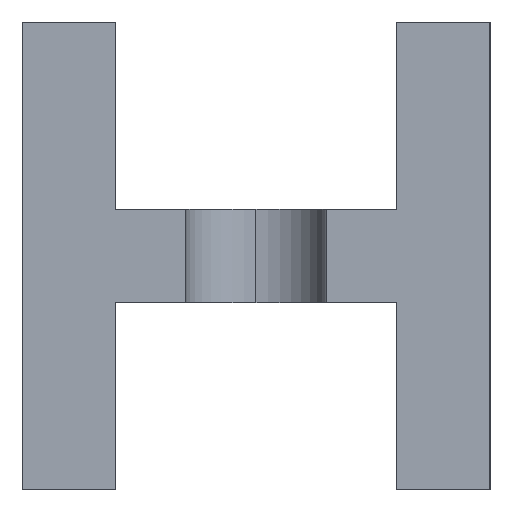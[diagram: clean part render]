
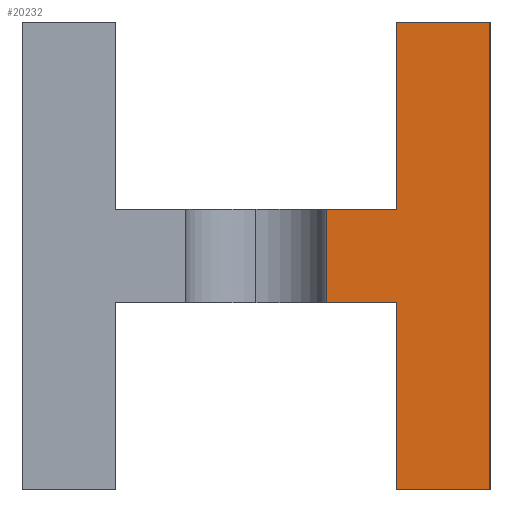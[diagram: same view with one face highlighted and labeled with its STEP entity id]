
A CAD part, left-side view. The second image highlights one B-rep face of the part: STEP entity #20232.
In plain terms, the highlighted planar face has unit normal (-1, 0, 0).
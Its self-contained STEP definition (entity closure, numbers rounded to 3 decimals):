
#186 = ORIENTED_EDGE ( 'NONE', *, *, #16020, .F. ) ;
#575 = CARTESIAN_POINT ( 'NONE',  ( 0., 2., 6. ) ) ;
#1308 = VECTOR ( 'NONE', #14309, 1000. ) ;
#1759 = DIRECTION ( 'NONE',  ( 0., 0., 1. ) ) ;
#1960 = CARTESIAN_POINT ( 'NONE',  ( 0., 3.5, 4. ) ) ;
#2869 = EDGE_CURVE ( 'NONE', #18486, #3195, #11501, .T. ) ;
#2941 = VERTEX_POINT ( 'NONE', #14719 ) ;
#2961 = ORIENTED_EDGE ( 'NONE', *, *, #6213, .F. ) ;
#3195 = VERTEX_POINT ( 'NONE', #9575 ) ;
#4007 = VECTOR ( 'NONE', #11865, 1000. ) ;
#4647 = DIRECTION ( 'NONE',  ( 0., -1., 0. ) ) ;
#4968 = CARTESIAN_POINT ( 'NONE',  ( 0., 2., 6. ) ) ;
#5304 = DIRECTION ( 'NONE',  ( 0., 1., 0. ) ) ;
#5605 = CARTESIAN_POINT ( 'NONE',  ( 0., 8., 4. ) ) ;
#5629 = VECTOR ( 'NONE', #18518, 1000. ) ;
#5638 = EDGE_LOOP ( 'NONE', ( #2961, #7107, #20516, #19916, #15090, #10224, #14498, #186 ) ) ;
#5853 = VECTOR ( 'NONE', #13417, 1000. ) ;
#6182 = LINE ( 'NONE', #20449, #5629 ) ;
#6213 = EDGE_CURVE ( 'NONE', #19987, #2941, #14139, .T. ) ;
#7107 = ORIENTED_EDGE ( 'NONE', *, *, #10138, .F. ) ;
#7436 = CARTESIAN_POINT ( 'NONE',  ( 0., 2., 10. ) ) ;
#7496 = VERTEX_POINT ( 'NONE', #575 ) ;
#9354 = VECTOR ( 'NONE', #5304, 1000. ) ;
#9504 = VERTEX_POINT ( 'NONE', #13225 ) ;
#9575 = CARTESIAN_POINT ( 'NONE',  ( 0., 0., 10. ) ) ;
#9671 = DIRECTION ( 'NONE',  ( -1., 0., 0. ) ) ;
#10138 = EDGE_CURVE ( 'NONE', #9504, #19987, #19054, .T. ) ;
#10224 = ORIENTED_EDGE ( 'NONE', *, *, #2869, .F. ) ;
#10426 = VECTOR ( 'NONE', #4647, 1000. ) ;
#10547 = EDGE_CURVE ( 'NONE', #22294, #9504, #6182, .T. ) ;
#11501 = LINE ( 'NONE', #17201, #20653 ) ;
#11539 = EDGE_CURVE ( 'NONE', #7496, #18486, #14350, .T. ) ;
#11865 = DIRECTION ( 'NONE',  ( 0., 1., 0. ) ) ;
#12160 = CARTESIAN_POINT ( 'NONE',  ( 0., 2., 0. ) ) ;
#12427 = CARTESIAN_POINT ( 'NONE',  ( 0., 3.5, 4. ) ) ;
#12431 = AXIS2_PLACEMENT_3D ( 'NONE', #20607, #9671, #22449 ) ;
#13225 = CARTESIAN_POINT ( 'NONE',  ( 0., 2., 4. ) ) ;
#13241 = PLANE ( 'NONE',  #12431 ) ;
#13417 = DIRECTION ( 'NONE',  ( 0., 0., 1. ) ) ;
#13448 = CARTESIAN_POINT ( 'NONE',  ( 0., 2., 10. ) ) ;
#13563 = LINE ( 'NONE', #12160, #4007 ) ;
#13855 = EDGE_CURVE ( 'NONE', #3195, #15493, #15667, .T. ) ;
#14139 = LINE ( 'NONE', #1960, #18442 ) ;
#14309 = DIRECTION ( 'NONE',  ( 0., 0., -1. ) ) ;
#14350 = LINE ( 'NONE', #13448, #5853 ) ;
#14498 = ORIENTED_EDGE ( 'NONE', *, *, #11539, .F. ) ;
#14553 = CARTESIAN_POINT ( 'NONE',  ( 0., 0., 0. ) ) ;
#14719 = CARTESIAN_POINT ( 'NONE',  ( 0., 3.5, 6. ) ) ;
#15090 = ORIENTED_EDGE ( 'NONE', *, *, #13855, .F. ) ;
#15335 = FACE_OUTER_BOUND ( 'NONE', #5638, .T. ) ;
#15493 = VERTEX_POINT ( 'NONE', #19363 ) ;
#15667 = LINE ( 'NONE', #14553, #1308 ) ;
#15733 = EDGE_CURVE ( 'NONE', #15493, #22294, #13563, .T. ) ;
#16020 = EDGE_CURVE ( 'NONE', #2941, #7496, #16432, .T. ) ;
#16221 = CARTESIAN_POINT ( 'NONE',  ( 0., 2., 0. ) ) ;
#16432 = LINE ( 'NONE', #4968, #10426 ) ;
#16643 = DIRECTION ( 'NONE',  ( 0., -1., 0. ) ) ;
#17201 = CARTESIAN_POINT ( 'NONE',  ( 0., 0., 10. ) ) ;
#18442 = VECTOR ( 'NONE', #1759, 1000. ) ;
#18486 = VERTEX_POINT ( 'NONE', #7436 ) ;
#18518 = DIRECTION ( 'NONE',  ( 0., 0., 1. ) ) ;
#19054 = LINE ( 'NONE', #5605, #9354 ) ;
#19363 = CARTESIAN_POINT ( 'NONE',  ( 0., 0., 0. ) ) ;
#19916 = ORIENTED_EDGE ( 'NONE', *, *, #15733, .F. ) ;
#19987 = VERTEX_POINT ( 'NONE', #12427 ) ;
#20232 = ADVANCED_FACE ( 'NONE', ( #15335 ), #13241, .T. ) ;
#20449 = CARTESIAN_POINT ( 'NONE',  ( 0., 2., 4. ) ) ;
#20516 = ORIENTED_EDGE ( 'NONE', *, *, #10547, .F. ) ;
#20607 = CARTESIAN_POINT ( 'NONE',  ( 0., 0., 0. ) ) ;
#20653 = VECTOR ( 'NONE', #16643, 1000. ) ;
#22294 = VERTEX_POINT ( 'NONE', #16221 ) ;
#22449 = DIRECTION ( 'NONE',  ( 0., 0., 1. ) ) ;
